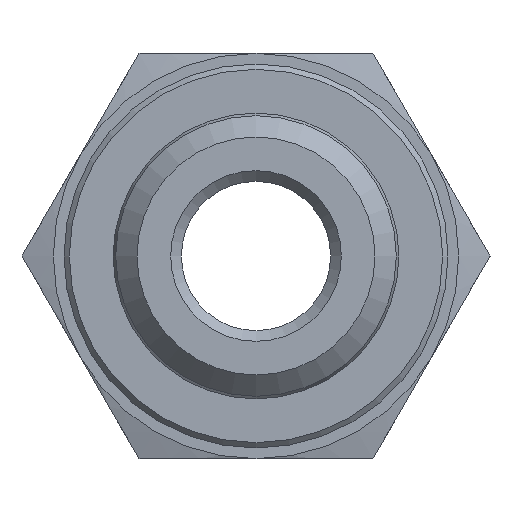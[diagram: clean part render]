
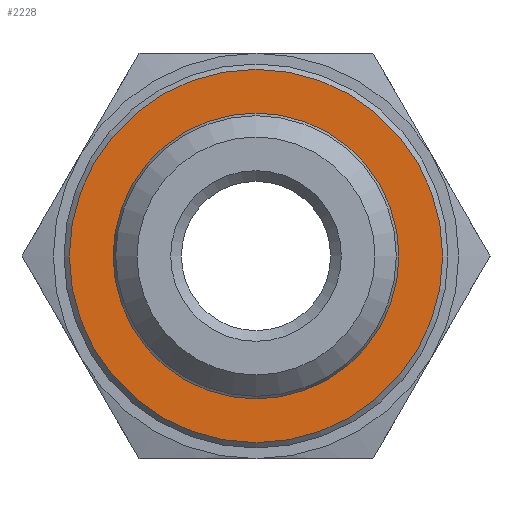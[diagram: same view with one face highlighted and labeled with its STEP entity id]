
A CAD part, left-side view. The second image highlights one B-rep face of the part: STEP entity #2228.
In plain terms, the highlighted planar face has unit normal (-1, 0, 0).
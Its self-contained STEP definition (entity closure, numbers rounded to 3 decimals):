
#203=CARTESIAN_POINT('',(-3.0,-6.7,0.));
#204=VERTEX_POINT('',#203);
#205=CARTESIAN_POINT('',(-3.0,0.0,0.0));
#206=DIRECTION('',(-1.0,0.0,0.0));
#207=DIRECTION('',(0.0,1.0,0.0));
#208=AXIS2_PLACEMENT_3D('',#205,#206,#207);
#209=CIRCLE('',#208,6.7);
#210=EDGE_CURVE('',#204,#204,#209,.T.);
#220=CARTESIAN_POINT('',(-3.0,-8.75,0.));
#221=VERTEX_POINT('',#220);
#222=CARTESIAN_POINT('',(-3.0,0.0,0.0));
#223=DIRECTION('',(-1.0,0.0,0.0));
#224=DIRECTION('',(0.0,1.0,0.0));
#225=AXIS2_PLACEMENT_3D('',#222,#223,#224);
#226=CIRCLE('',#225,8.75);
#227=EDGE_CURVE('',#221,#221,#226,.T.);
#2217=CARTESIAN_POINT('',(-3.0,7.725,0.));
#2218=DIRECTION('',(-1.0,0.0,0.0));
#2219=DIRECTION('',(0.0,0.0,1.0));
#2220=AXIS2_PLACEMENT_3D('',#2217,#2218,#2219);
#2221=PLANE('',#2220);
#2222=ORIENTED_EDGE('',*,*,#227,.T.);
#2223=EDGE_LOOP('',(#2222));
#2224=FACE_OUTER_BOUND('',#2223,.T.);
#2225=ORIENTED_EDGE('',*,*,#210,.F.);
#2226=EDGE_LOOP('',(#2225));
#2227=FACE_BOUND('',#2226,.T.);
#2228=ADVANCED_FACE('',(#2224,#2227),#2221,.T.);
